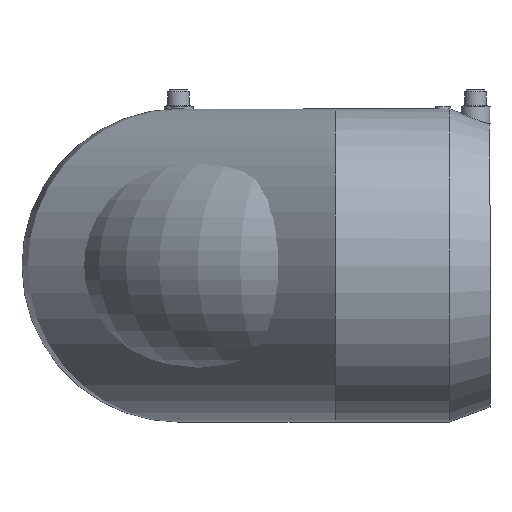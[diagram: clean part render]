
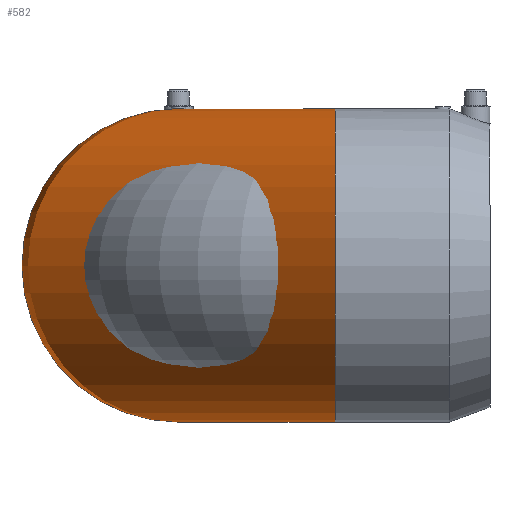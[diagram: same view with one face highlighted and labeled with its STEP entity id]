
A CAD part, left-side view. The second image highlights one B-rep face of the part: STEP entity #582.
In plain terms, the highlighted toroidal (fillet/blend) face has major radius 86.52 mm and minor radius 86.5 mm.
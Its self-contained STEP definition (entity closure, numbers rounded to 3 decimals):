
#15=TOROIDAL_SURFACE('',#672,86.52,86.5);
#41=B_SPLINE_CURVE_WITH_KNOTS('',3,(#1198,#1199,#1200,#1201),
 .UNSPECIFIED.,.F.,.F.,(4,4),(38.429,38.43),
 .UNSPECIFIED.);
#42=B_SPLINE_CURVE_WITH_KNOTS('',3,(#1203,#1204,#1205,#1206),
 .UNSPECIFIED.,.F.,.F.,(4,4),(-0.004,0.),.UNSPECIFIED.);
#43=B_SPLINE_CURVE_WITH_KNOTS('',3,(#1210,#1211,#1212,#1213),
 .UNSPECIFIED.,.F.,.F.,(4,4),(0.,0.),.UNSPECIFIED.);
#44=B_SPLINE_CURVE_WITH_KNOTS('',3,(#1215,#1216,#1217,#1218),
 .UNSPECIFIED.,.F.,.F.,(4,4),(12.806,12.807),
 .UNSPECIFIED.);
#52=B_SPLINE_CURVE_WITH_KNOTS('',3,(#1440,#1441,#1442,#1443,#1444,#1445,
#1446,#1447,#1448,#1449,#1450,#1451,#1452,#1453,#1454,#1455,#1456,#1457,
#1458,#1459,#1460,#1461,#1462,#1463,#1464,#1465,#1466,#1467,#1468,#1469,
#1470,#1471,#1472,#1473,#1474,#1475),.UNSPECIFIED.,.F.,.F.,(4,2,2,2,2,2,
2,2,2,2,2,2,2,2,2,2,2,4),(0.,0.405,0.81,1.621,
2.431,3.242,4.038,4.834,5.631,
6.427,7.225,8.022,8.82,9.618,
10.415,11.213,12.01,12.806),
 .UNSPECIFIED.);
#53=B_SPLINE_CURVE_WITH_KNOTS('',3,(#1477,#1478,#1479,#1480,#1481,#1482,
#1483,#1484,#1485,#1486,#1487,#1488,#1489,#1490,#1491,#1492,#1493,#1494,
#1495,#1496,#1497,#1498,#1499,#1500,#1501,#1502,#1503,#1504,#1505,#1506,
#1507,#1508,#1509,#1510,#1511,#1512),.UNSPECIFIED.,.F.,.F.,(4,2,2,2,2,2,
2,2,2,2,2,2,2,2,2,2,2,4),(38.43,39.226,40.024,
40.821,41.619,42.416,43.214,44.011,
44.809,45.605,46.402,47.198,47.995,
48.805,49.615,50.426,50.831,51.236),
 .UNSPECIFIED.);
#104=FACE_OUTER_BOUND('',#151,.T.);
#151=EDGE_LOOP('',(#514,#515,#516,#517,#518,#519,#520,#521));
#212=CIRCLE('',#622,86.5);
#237=CIRCLE('',#673,86.5);
#252=VERTEX_POINT('',#1195);
#253=VERTEX_POINT('',#1197);
#254=VERTEX_POINT('',#1202);
#255=VERTEX_POINT('',#1207);
#256=VERTEX_POINT('',#1209);
#257=VERTEX_POINT('',#1214);
#258=VERTEX_POINT('',#1219);
#307=EDGE_CURVE('',#253,#252,#41,.T.);
#308=EDGE_CURVE('',#254,#253,#42,.T.);
#310=EDGE_CURVE('',#256,#255,#43,.T.);
#311=EDGE_CURVE('',#257,#256,#44,.T.);
#321=EDGE_CURVE('',#258,#258,#212,.T.);
#367=EDGE_CURVE('',#258,#257,#52,.T.);
#368=EDGE_CURVE('',#252,#258,#53,.T.);
#369=EDGE_CURVE('',#254,#255,#237,.T.);
#514=ORIENTED_EDGE('',*,*,#308,.T.);
#515=ORIENTED_EDGE('',*,*,#307,.T.);
#516=ORIENTED_EDGE('',*,*,#368,.T.);
#517=ORIENTED_EDGE('',*,*,#321,.T.);
#518=ORIENTED_EDGE('',*,*,#367,.T.);
#519=ORIENTED_EDGE('',*,*,#311,.T.);
#520=ORIENTED_EDGE('',*,*,#310,.T.);
#521=ORIENTED_EDGE('',*,*,#369,.F.);
#582=ADVANCED_FACE('',(#104),#15,.T.);
#622=AXIS2_PLACEMENT_3D('',#1276,#729,#730);
#672=AXIS2_PLACEMENT_3D('',#1514,#846,#847);
#673=AXIS2_PLACEMENT_3D('',#1515,#848,#849);
#729=DIRECTION('center_axis',(0.,1.,0.));
#730=DIRECTION('ref_axis',(-1.,0.,0.));
#846=DIRECTION('center_axis',(0.,0.,-1.));
#847=DIRECTION('ref_axis',(0.,1.,0.));
#848=DIRECTION('center_axis',(1.,0.,0.));
#849=DIRECTION('ref_axis',(0.,1.,0.));
#1195=CARTESIAN_POINT('',(86.5,82.5,-86.5));
#1197=CARTESIAN_POINT('',(86.5,82.507,-86.5));
#1198=CARTESIAN_POINT('Ctrl Pts',(86.5,82.51,-86.5));
#1199=CARTESIAN_POINT('Ctrl Pts',(86.5,82.507,-86.5));
#1200=CARTESIAN_POINT('Ctrl Pts',(86.5,82.503,-86.5));
#1201=CARTESIAN_POINT('Ctrl Pts',(86.5,82.5,-86.5));
#1202=CARTESIAN_POINT('',(86.52,82.508,-86.5));
#1203=CARTESIAN_POINT('Ctrl Pts',(86.52,82.505,-86.5));
#1204=CARTESIAN_POINT('Ctrl Pts',(86.519,82.505,-86.5));
#1205=CARTESIAN_POINT('Ctrl Pts',(86.513,82.505,-86.5));
#1206=CARTESIAN_POINT('Ctrl Pts',(86.5,82.505,-86.5));
#1207=CARTESIAN_POINT('',(86.52,82.508,86.5));
#1209=CARTESIAN_POINT('',(86.5,82.507,86.5));
#1210=CARTESIAN_POINT('Ctrl Pts',(86.5,82.505,86.5));
#1211=CARTESIAN_POINT('Ctrl Pts',(86.513,82.505,86.5));
#1212=CARTESIAN_POINT('Ctrl Pts',(86.519,82.505,86.5));
#1213=CARTESIAN_POINT('Ctrl Pts',(86.52,82.505,86.5));
#1214=CARTESIAN_POINT('',(86.5,82.5,86.5));
#1215=CARTESIAN_POINT('Ctrl Pts',(86.5,82.5,86.5));
#1216=CARTESIAN_POINT('Ctrl Pts',(86.5,82.503,86.5));
#1217=CARTESIAN_POINT('Ctrl Pts',(86.5,82.507,86.5));
#1218=CARTESIAN_POINT('Ctrl Pts',(86.5,82.51,86.5));
#1219=CARTESIAN_POINT('',(86.5,-4.,0.));
#1276=CARTESIAN_POINT('Origin',(0.,-4.,0.));
#1440=CARTESIAN_POINT('Ctrl Pts',(86.5,-4.,0.));
#1441=CARTESIAN_POINT('Ctrl Pts',(86.5,-3.979,1.351));
#1442=CARTESIAN_POINT('Ctrl Pts',(86.5,-3.951,2.735));
#1443=CARTESIAN_POINT('Ctrl Pts',(86.5,-3.814,5.546));
#1444=CARTESIAN_POINT('Ctrl Pts',(86.5,-3.711,6.973));
#1445=CARTESIAN_POINT('Ctrl Pts',(86.5,-3.289,11.288));
#1446=CARTESIAN_POINT('Ctrl Pts',(86.5,-2.856,14.21));
#1447=CARTESIAN_POINT('Ctrl Pts',(86.5,-1.691,19.987));
#1448=CARTESIAN_POINT('Ctrl Pts',(86.5,-0.959,22.845));
#1449=CARTESIAN_POINT('Ctrl Pts',(86.5,0.75,28.359));
#1450=CARTESIAN_POINT('Ctrl Pts',(86.5,1.726,31.014));
#1451=CARTESIAN_POINT('Ctrl Pts',(86.5,3.8,35.952));
#1452=CARTESIAN_POINT('Ctrl Pts',(86.5,4.991,38.465));
#1453=CARTESIAN_POINT('Ctrl Pts',(86.5,7.677,43.461));
#1454=CARTESIAN_POINT('Ctrl Pts',(86.5,9.173,45.944));
#1455=CARTESIAN_POINT('Ctrl Pts',(86.5,12.409,50.746));
#1456=CARTESIAN_POINT('Ctrl Pts',(86.5,14.15,53.064));
#1457=CARTESIAN_POINT('Ctrl Pts',(86.5,17.773,57.429));
#1458=CARTESIAN_POINT('Ctrl Pts',(86.5,19.655,59.476));
#1459=CARTESIAN_POINT('Ctrl Pts',(86.5,23.424,63.221));
#1460=CARTESIAN_POINT('Ctrl Pts',(86.5,25.484,65.094));
#1461=CARTESIAN_POINT('Ctrl Pts',(86.5,29.877,68.696));
#1462=CARTESIAN_POINT('Ctrl Pts',(86.5,32.21,70.424));
#1463=CARTESIAN_POINT('Ctrl Pts',(86.5,37.038,73.635));
#1464=CARTESIAN_POINT('Ctrl Pts',(86.5,39.535,75.117));
#1465=CARTESIAN_POINT('Ctrl Pts',(86.5,44.555,77.775));
#1466=CARTESIAN_POINT('Ctrl Pts',(86.5,47.079,78.951));
#1467=CARTESIAN_POINT('Ctrl Pts',(86.5,51.995,80.979));
#1468=CARTESIAN_POINT('Ctrl Pts',(86.5,54.614,81.924));
#1469=CARTESIAN_POINT('Ctrl Pts',(86.5,60.049,83.578));
#1470=CARTESIAN_POINT('Ctrl Pts',(86.5,62.864,84.287));
#1471=CARTESIAN_POINT('Ctrl Pts',(86.5,68.552,85.414));
#1472=CARTESIAN_POINT('Ctrl Pts',(86.5,71.425,85.832));
#1473=CARTESIAN_POINT('Ctrl Pts',(86.5,77.073,86.375));
#1474=CARTESIAN_POINT('Ctrl Pts',(86.5,79.847,86.499));
#1475=CARTESIAN_POINT('Ctrl Pts',(86.5,82.5,86.5));
#1477=CARTESIAN_POINT('Ctrl Pts',(86.5,82.5,-86.5));
#1478=CARTESIAN_POINT('Ctrl Pts',(86.5,79.847,-86.499));
#1479=CARTESIAN_POINT('Ctrl Pts',(86.5,77.073,-86.375));
#1480=CARTESIAN_POINT('Ctrl Pts',(86.5,71.425,-85.832));
#1481=CARTESIAN_POINT('Ctrl Pts',(86.5,68.552,-85.414));
#1482=CARTESIAN_POINT('Ctrl Pts',(86.5,62.864,-84.287));
#1483=CARTESIAN_POINT('Ctrl Pts',(86.5,60.049,-83.578));
#1484=CARTESIAN_POINT('Ctrl Pts',(86.5,54.614,-81.924));
#1485=CARTESIAN_POINT('Ctrl Pts',(86.5,51.995,-80.979));
#1486=CARTESIAN_POINT('Ctrl Pts',(86.5,47.079,-78.951));
#1487=CARTESIAN_POINT('Ctrl Pts',(86.5,44.555,-77.775));
#1488=CARTESIAN_POINT('Ctrl Pts',(86.5,39.535,-75.117));
#1489=CARTESIAN_POINT('Ctrl Pts',(86.5,37.038,-73.635));
#1490=CARTESIAN_POINT('Ctrl Pts',(86.5,32.21,-70.424));
#1491=CARTESIAN_POINT('Ctrl Pts',(86.5,29.877,-68.696));
#1492=CARTESIAN_POINT('Ctrl Pts',(86.5,25.484,-65.094));
#1493=CARTESIAN_POINT('Ctrl Pts',(86.5,23.424,-63.221));
#1494=CARTESIAN_POINT('Ctrl Pts',(86.5,19.655,-59.476));
#1495=CARTESIAN_POINT('Ctrl Pts',(86.5,17.773,-57.429));
#1496=CARTESIAN_POINT('Ctrl Pts',(86.5,14.15,-53.064));
#1497=CARTESIAN_POINT('Ctrl Pts',(86.5,12.409,-50.746));
#1498=CARTESIAN_POINT('Ctrl Pts',(86.5,9.173,-45.944));
#1499=CARTESIAN_POINT('Ctrl Pts',(86.5,7.677,-43.461));
#1500=CARTESIAN_POINT('Ctrl Pts',(86.5,4.991,-38.465));
#1501=CARTESIAN_POINT('Ctrl Pts',(86.5,3.8,-35.952));
#1502=CARTESIAN_POINT('Ctrl Pts',(86.5,1.726,-31.014));
#1503=CARTESIAN_POINT('Ctrl Pts',(86.5,0.75,-28.359));
#1504=CARTESIAN_POINT('Ctrl Pts',(86.5,-0.959,-22.845));
#1505=CARTESIAN_POINT('Ctrl Pts',(86.5,-1.691,-19.987));
#1506=CARTESIAN_POINT('Ctrl Pts',(86.5,-2.856,-14.21));
#1507=CARTESIAN_POINT('Ctrl Pts',(86.5,-3.289,-11.288));
#1508=CARTESIAN_POINT('Ctrl Pts',(86.5,-3.711,-6.973));
#1509=CARTESIAN_POINT('Ctrl Pts',(86.5,-3.814,-5.546));
#1510=CARTESIAN_POINT('Ctrl Pts',(86.5,-3.951,-2.735));
#1511=CARTESIAN_POINT('Ctrl Pts',(86.5,-3.979,-1.351));
#1512=CARTESIAN_POINT('Ctrl Pts',(86.5,-4.,0.));
#1514=CARTESIAN_POINT('Origin',(86.52,-4.,0.));
#1515=CARTESIAN_POINT('Origin',(86.52,82.52,0.));
